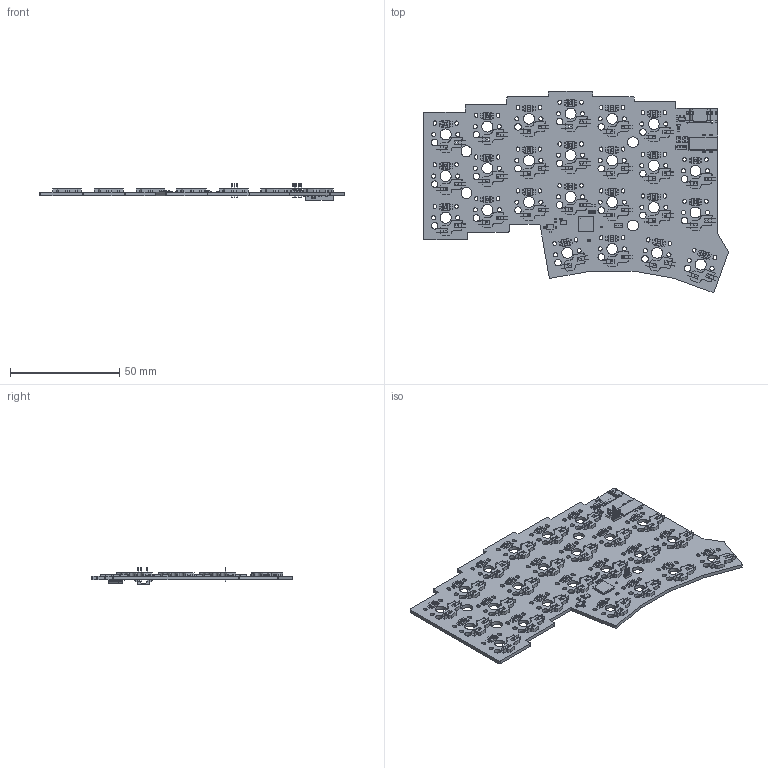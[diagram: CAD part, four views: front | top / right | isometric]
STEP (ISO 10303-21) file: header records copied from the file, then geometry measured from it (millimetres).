
FILE_DESCRIPTION(('KiCad electronic assembly'),'2;1');
FILE_NAME('kerigokbd.step','2025-01-03T16:47:20',('Pcbnew'),('Kicad'), 'Open CASCADE STEP processor 7.8','KiCad to STEP converter','Unknown' );
FILE_SCHEMA(('AUTOMOTIVE_DESIGN { 1 0 10303 214 1 1 1 1 }'));
Length unit declared in the file: millimetre
Products named in the file (30): kerigokbd 1; C_0402_1005Metric; PinHeader_1x03_P1.27mm_Vertical; PinHeader_1x03_P127mm_Vertical; D_SOD-523; D_SOD_523; kailh_choc_socket; kailh choc socket v2; YS-SK6812MINI-E; YS-SK6812MINI-E v7; R_0402_1005Metric; PinHeader_1x02_P1.27mm_Vertical; PinHeader_1x02_P127mm_Vertical; SOT-23-5; SOT_23_5; DFN-8-1EP_3x2mm_P0.45mm_EP1.66x1.36mm; DFN-8-1EP_3x2mm_Pitch0.45mm; Crystal_SMD_3225-4Pin_3.2x2.5mm; PinHeader_1x04_P1.27mm_Vertical; PinHeader_1x04_P127mm_Vertical; QFN-56-1EP_7x7mm_P0.4mm_EP3.2x3.2mm; QFN_56_1EP_7x7mm_P04mm_EP32x32mm; TYPE-C-31-M-13C; TYPE-C-31-M-13C v2; PJ-398A-5A; PJ-398A-5A v5; kerigokbd_PCB
Assembly tree (95 placements, depth 3):
  kerigokbd 1
    C_0402_1005Metric  x12
      C_0402_1005Metric
    PinHeader_1x03_P1.27mm_Vertical
      PinHeader_1x03_P127mm_Vertical
    D_SOD-523
      D_SOD_523
    kailh_choc_socket  x24
      kailh choc socket v2
    YS-SK6812MINI-E  x24
      YS-SK6812MINI-E v7
    R_0402_1005Metric  x9
      R_0402_1005Metric
    PinHeader_1x02_P1.27mm_Vertical  x2
      PinHeader_1x02_P127mm_Vertical
    SOT-23-5
      SOT_23_5
    DFN-8-1EP_3x2mm_P0.45mm_EP1.66x1.36mm
      DFN-8-1EP_3x2mm_Pitch0.45mm
    Crystal_SMD_3225-4Pin_3.2x2.5mm
      Crystal_SMD_3225-4Pin_3.2x2.5mm
    PinHeader_1x04_P1.27mm_Vertical
      PinHeader_1x04_P127mm_Vertical
    QFN-56-1EP_7x7mm_P0.4mm_EP3.2x3.2mm
      QFN_56_1EP_7x7mm_P04mm_EP32x32mm
    TYPE-C-31-M-13C
      TYPE-C-31-M-13C v2
    PJ-398A-5A
      PJ-398A-5A v5
    kerigokbd_PCB
Bounding box: 139.51 x 91.98 x 7.7 mm (x, y, z)
Volume: 15397 mm3; surface area: 29846.4 mm2
Topology: 271 solids, 271 shells, 6617 faces, 17146 edges, 11218 vertices
Faces by surface type: plane 5097, cylinder 1385, cone 72, bspline 63
Full cylindrical faces by diameter (mm): 0.4 x2, 0.6 x1, 0.65 x11, 1.25 x24, 1.9 x48, 2.1 x48, 2.9 x48, 3 x72, 3.6 x1, 5 x28
Entity records: 62615 total; most frequent: CARTESIAN_POINT 10365, ORIENTED_EDGE 9894, DIRECTION 9456, EDGE_CURVE 4947, LINE 4092, VECTOR 4092, VERTEX_POINT 3247, AXIS2_PLACEMENT_3D 2682
